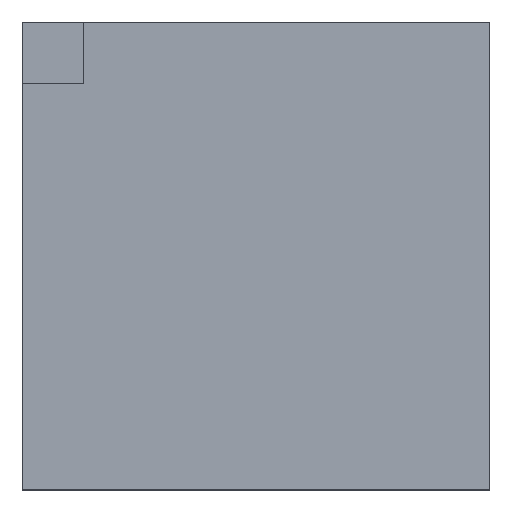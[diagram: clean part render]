
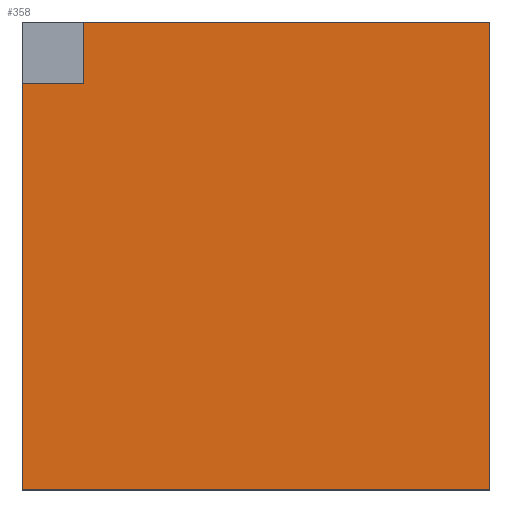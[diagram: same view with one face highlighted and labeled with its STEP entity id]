
A CAD part, top view. The second image highlights one B-rep face of the part: STEP entity #358.
In plain terms, the highlighted planar face has unit normal (0, 0, 1).
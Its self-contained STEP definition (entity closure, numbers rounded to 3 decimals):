
#17=LINE($,#566,#50);
#20=LINE($,#572,#53);
#27=LINE($,#585,#60);
#28=LINE($,#588,#61);
#32=LINE($,#596,#65);
#35=LINE($,#600,#68);
#50=VECTOR($,#463,0.8);
#53=VECTOR($,#468,0.8);
#60=VECTOR($,#479,5.3);
#61=VECTOR($,#482,5.3);
#65=VECTOR($,#488,6.1);
#68=VECTOR($,#493,6.1);
#89=PLANE($,#414);
#126=FACE_OUTER_BOUND($,#150,.T.);
#150=EDGE_LOOP($,(#211,#212,#213,#214,#215,#216));
#211=ORIENTED_EDGE($,*,*,#252,.T.);
#212=ORIENTED_EDGE($,*,*,#262,.T.);
#213=ORIENTED_EDGE($,*,*,#270,.T.);
#214=ORIENTED_EDGE($,*,*,#267,.T.);
#215=ORIENTED_EDGE($,*,*,#263,.T.);
#216=ORIENTED_EDGE($,*,*,#255,.T.);
#252=EDGE_CURVE($,#304,#303,#17,.T.);
#255=EDGE_CURVE($,#306,#304,#20,.T.);
#262=EDGE_CURVE($,#303,#310,#27,.T.);
#263=EDGE_CURVE($,#311,#306,#28,.T.);
#267=EDGE_CURVE($,#314,#311,#32,.T.);
#270=EDGE_CURVE($,#310,#314,#35,.T.);
#303=VERTEX_POINT($,#563);
#304=VERTEX_POINT($,#565);
#306=VERTEX_POINT($,#571);
#310=VERTEX_POINT($,#583);
#311=VERTEX_POINT($,#587);
#314=VERTEX_POINT($,#595);
#358=ADVANCED_FACE($,(#126),#89,.T.);
#414=AXIS2_PLACEMENT_3D($,#602,#496,#497);
#463=DIRECTION($,(-1.,0.,0.));
#468=DIRECTION($,(0.,-1.,0.));
#479=DIRECTION($,(0.,-1.,0.));
#482=DIRECTION($,(-1.,0.,0.));
#488=DIRECTION($,(0.,1.,0.));
#493=DIRECTION($,(1.,0.,0.));
#496=DIRECTION('center_axis',(0.,0.,1.));
#497=DIRECTION('ref_axis',(1.,0.,0.));
#563=CARTESIAN_POINT('',(-3.05,2.25,0.6));
#565=CARTESIAN_POINT('',(-2.25,2.25,0.6));
#566=CARTESIAN_POINT($,(-1.525,2.25,0.6));
#571=CARTESIAN_POINT('',(-2.25,3.05,0.6));
#572=CARTESIAN_POINT($,(-2.25,1.125,0.6));
#583=CARTESIAN_POINT('',(-3.05,-3.05,0.6));
#585=CARTESIAN_POINT($,(-3.05,-3.05,0.6));
#587=CARTESIAN_POINT('',(3.05,3.05,0.6));
#588=CARTESIAN_POINT($,(-3.05,3.05,0.6));
#595=CARTESIAN_POINT('',(3.05,-3.05,0.6));
#596=CARTESIAN_POINT($,(3.05,3.05,0.6));
#600=CARTESIAN_POINT($,(3.05,-3.05,0.6));
#602=CARTESIAN_POINT('Origin',(0.,0.,0.6));
